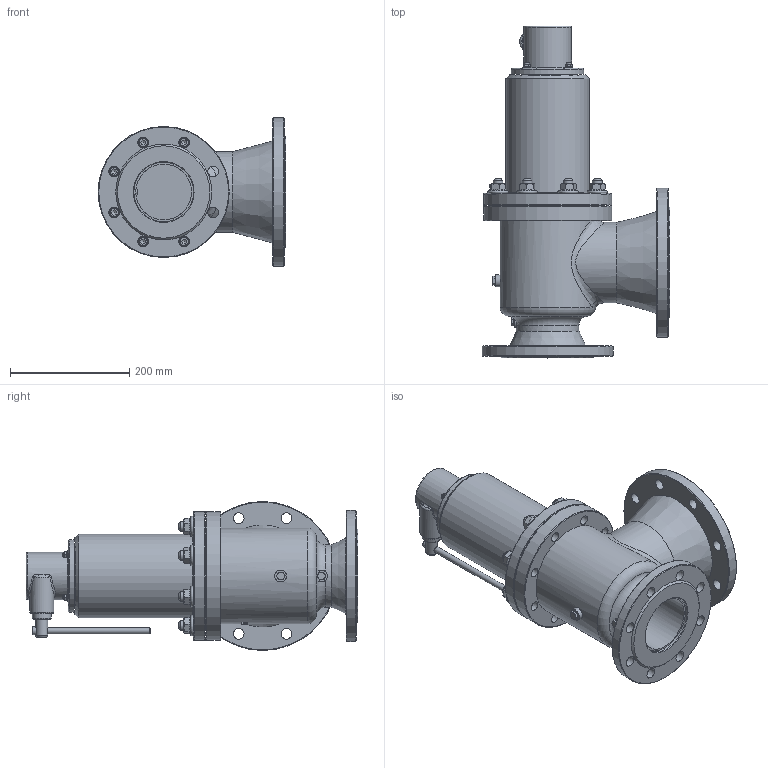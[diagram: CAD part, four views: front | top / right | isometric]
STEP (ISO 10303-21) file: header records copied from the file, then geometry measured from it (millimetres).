
FILE_DESCRIPTION(/* description */ (''),/* implementation_level */ '2;1');
FILE_NAME(/* name */ 'DN100_3D_STEP.stp',/* time_stamp */ '2024-03-15T00:47:01+03:00',/* author */ ('igorr'),/* organization */ (''),/* preprocessor_version */ 'ST-DEVELOPER v19.2',/* originating_system */ 'Autodesk Inventor 2023',/* authorisation */ '');
FILE_SCHEMA (('AUTOMOTIVE_DESIGN { 1 0 10303 214 3 1 1 }'));
Length unit declared in the file: millimetre
Products named in the file (9): Сборка; Деталь1; Деталь3; Деталь2; AS 1110 - M8 x 12; DIN 6923 - M6; AS 1421 - M16 x 60 засверленный 
конец; DIN 6923 - M16; AS 1421 - M8 x 30 засверленный 
конец
Assembly tree (29 placements, depth 2):
  Сборка
    Деталь1
    Деталь3
    Деталь2
    AS 1110 - M8 x 12  x2
    DIN 6923 - M6  x4
    AS 1421 - M16 x 60 засверленный 
конец  x8
    DIN 6923 - M16  x8
    AS 1421 - M8 x 30 засверленный 
конец  x4
Bounding box: 315 x 557 x 250 mm (x, y, z)
Volume: 8776029.3 mm3; surface area: 919459.2 mm2
Topology: 29 solids, 29 shells, 710 faces, 1695 edges, 1065 vertices
Faces by surface type: plane 359, cone 184, cylinder 108, torus 31, bspline 28
Full cylindrical faces by diameter (mm): 4.917 x4, 8 x10, 10 x2, 13 x3, 13.835 x8, 16 x24, 18 x16, 20 x2, 31.88 x1, 40 x1, 48.659 x1, 70 x1, 80 x4, 86 x2, 93.712 x1, 100 x2, 105 x1, 120 x1, 121.71 x1, 125 x1, 130 x1, 135 x1, 140 x2, 150 x1, 215 x2, 220 x1, 250 x1
Entity records: 12033 total; most frequent: CARTESIAN_POINT 3873, DIRECTION 1608, ORIENTED_EDGE 1520, EDGE_CURVE 760, AXIS2_PLACEMENT_3D 670, VERTEX_POINT 495, EDGE_LOOP 431, CIRCLE 336
